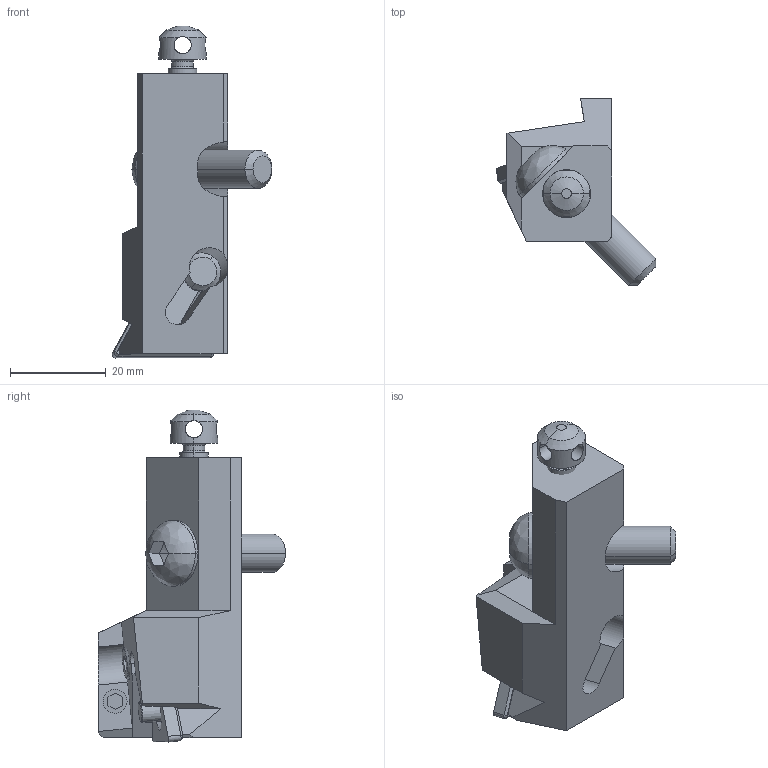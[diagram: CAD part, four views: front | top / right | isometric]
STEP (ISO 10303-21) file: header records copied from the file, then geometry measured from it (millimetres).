
FILE_DESCRIPTION(/* description */ (''),/* implementation_level */ '2;1');
FILE_NAME(/* name */ 'PTFNR20CA22.stp',/* time_stamp */ '2019-07-23T16:01:07+09:00',/* author */ (''),/* organization */ (''),/* preprocessor_version */ 'ST-DEVELOPER v16',/* originating_system */ 'SIEMENS PLM Software NX 10.0',/* authorisation */ '');
FILE_SCHEMA (('AUTOMOTIVE_DESIGN { 1 0 10303 214 3 1 1 1 }'));
Length unit declared in the file: millimetre
Products named in the file (1): PTFNR20CA22_ASM
Bounding box: 33.45 x 39.19 x 69.51 mm (x, y, z)
Volume: 22508.5 mm3; surface area: 10887 mm2
Topology: 8 solids, 8 shells, 215 faces, 563 edges, 360 vertices
Faces by surface type: plane 94, cylinder 62, cone 33, torus 18, bspline 6, extrusion 2
Entity records: 8231 total; most frequent: CARTESIAN_POINT 2669, DIRECTION 1147, ORIENTED_EDGE 1122, EDGE_CURVE 561, AXIS2_PLACEMENT_3D 433, VERTEX_POINT 360, VECTOR 281, LINE 279
